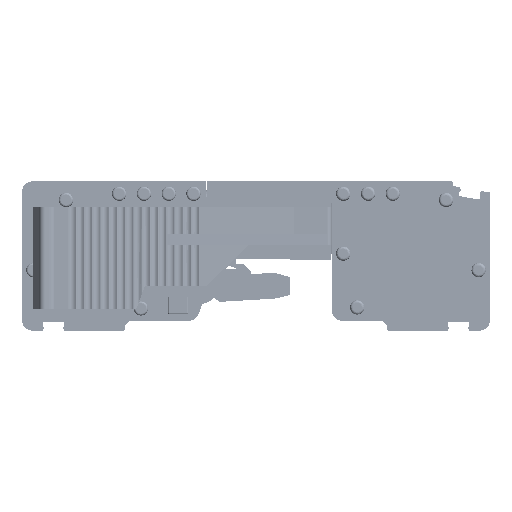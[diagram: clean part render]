
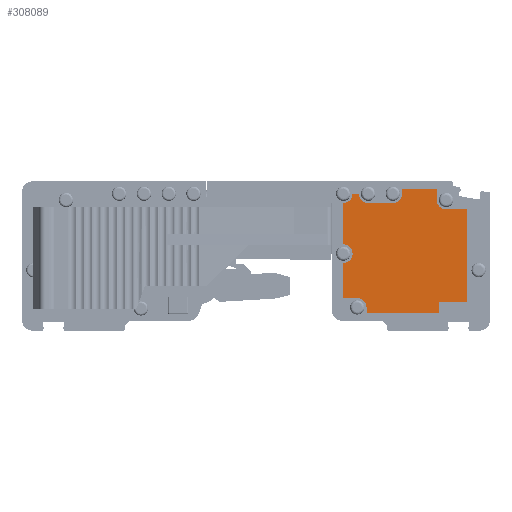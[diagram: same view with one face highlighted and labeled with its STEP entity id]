
A CAD part, front view. The second image highlights one B-rep face of the part: STEP entity #308089.
In plain terms, the highlighted planar face has unit normal (0, -1, 0).
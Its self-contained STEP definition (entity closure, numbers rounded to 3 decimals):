
#12047=CIRCLE('',#322232,0.9);
#12048=CIRCLE('',#322233,0.9);
#12049=CIRCLE('',#322234,0.9);
#12050=CIRCLE('',#322235,0.9);
#12051=CIRCLE('',#322236,0.9);
#12052=CIRCLE('',#322237,0.9);
#46074=ORIENTED_EDGE('',*,*,#98463,.T.);
#46075=ORIENTED_EDGE('',*,*,#98464,.T.);
#46076=ORIENTED_EDGE('',*,*,#98465,.T.);
#46077=ORIENTED_EDGE('',*,*,#98466,.T.);
#46078=ORIENTED_EDGE('',*,*,#98467,.T.);
#46079=ORIENTED_EDGE('',*,*,#98468,.T.);
#46080=ORIENTED_EDGE('',*,*,#98469,.T.);
#46081=ORIENTED_EDGE('',*,*,#98470,.T.);
#46082=ORIENTED_EDGE('',*,*,#98471,.T.);
#46083=ORIENTED_EDGE('',*,*,#98472,.T.);
#46084=ORIENTED_EDGE('',*,*,#98473,.T.);
#46085=ORIENTED_EDGE('',*,*,#98474,.T.);
#46086=ORIENTED_EDGE('',*,*,#98475,.T.);
#46087=ORIENTED_EDGE('',*,*,#98476,.T.);
#46088=ORIENTED_EDGE('',*,*,#98477,.T.);
#46089=ORIENTED_EDGE('',*,*,#98478,.T.);
#46090=ORIENTED_EDGE('',*,*,#98479,.T.);
#46091=ORIENTED_EDGE('',*,*,#98480,.T.);
#46092=ORIENTED_EDGE('',*,*,#98481,.T.);
#46093=ORIENTED_EDGE('',*,*,#98482,.T.);
#98463=EDGE_CURVE('',#125786,#125787,#12047,.T.);
#98464=EDGE_CURVE('',#125787,#125788,#147058,.T.);
#98465=EDGE_CURVE('',#125788,#125789,#12048,.T.);
#98466=EDGE_CURVE('',#125789,#125790,#147059,.T.);
#98467=EDGE_CURVE('',#125790,#125791,#147060,.T.);
#98468=EDGE_CURVE('',#125791,#125792,#12049,.T.);
#98469=EDGE_CURVE('',#125792,#125793,#147061,.T.);
#98470=EDGE_CURVE('',#125793,#125794,#147062,.T.);
#98471=EDGE_CURVE('',#125794,#125795,#147063,.T.);
#98472=EDGE_CURVE('',#125795,#125796,#147064,.T.);
#98473=EDGE_CURVE('',#125796,#125797,#147065,.T.);
#98474=EDGE_CURVE('',#125797,#125798,#147066,.T.);
#98475=EDGE_CURVE('',#125798,#125799,#12050,.T.);
#98476=EDGE_CURVE('',#125799,#125800,#147067,.T.);
#98477=EDGE_CURVE('',#125800,#125801,#147068,.T.);
#98478=EDGE_CURVE('',#125801,#125802,#147069,.T.);
#98479=EDGE_CURVE('',#125802,#125803,#12051,.T.);
#98480=EDGE_CURVE('',#125803,#125804,#147070,.T.);
#98481=EDGE_CURVE('',#125804,#125805,#12052,.T.);
#98482=EDGE_CURVE('',#125805,#125786,#147071,.T.);
#125786=VERTEX_POINT('',#472117);
#125787=VERTEX_POINT('',#472118);
#125788=VERTEX_POINT('',#472120);
#125789=VERTEX_POINT('',#472122);
#125790=VERTEX_POINT('',#472124);
#125791=VERTEX_POINT('',#472126);
#125792=VERTEX_POINT('',#472128);
#125793=VERTEX_POINT('',#472130);
#125794=VERTEX_POINT('',#472132);
#125795=VERTEX_POINT('',#472134);
#125796=VERTEX_POINT('',#472136);
#125797=VERTEX_POINT('',#472138);
#125798=VERTEX_POINT('',#472140);
#125799=VERTEX_POINT('',#472142);
#125800=VERTEX_POINT('',#472144);
#125801=VERTEX_POINT('',#472146);
#125802=VERTEX_POINT('',#472148);
#125803=VERTEX_POINT('',#472150);
#125804=VERTEX_POINT('',#472152);
#125805=VERTEX_POINT('',#472154);
#147058=LINE('',#472119,#169782);
#147059=LINE('',#472123,#169783);
#147060=LINE('',#472125,#169784);
#147061=LINE('',#472129,#169785);
#147062=LINE('',#472131,#169786);
#147063=LINE('',#472133,#169787);
#147064=LINE('',#472135,#169788);
#147065=LINE('',#472137,#169789);
#147066=LINE('',#472139,#169790);
#147067=LINE('',#472143,#169791);
#147068=LINE('',#472145,#169792);
#147069=LINE('',#472147,#169793);
#147070=LINE('',#472151,#169794);
#147071=LINE('',#472155,#169795);
#169782=VECTOR('',#359292,1000.);
#169783=VECTOR('',#359295,1000.);
#169784=VECTOR('',#359296,1000.);
#169785=VECTOR('',#359299,1000.);
#169786=VECTOR('',#359300,1000.);
#169787=VECTOR('',#359301,1000.);
#169788=VECTOR('',#359302,1000.);
#169789=VECTOR('',#359303,1000.);
#169790=VECTOR('',#359304,1000.);
#169791=VECTOR('',#359307,1000.);
#169792=VECTOR('',#359308,1000.);
#169793=VECTOR('',#359309,1000.);
#169794=VECTOR('',#359312,1000.);
#169795=VECTOR('',#359315,1000.);
#186486=EDGE_LOOP('',(#46074,#46075,#46076,#46077,#46078,#46079,#46080,
#46081,#46082,#46083,#46084,#46085,#46086,#46087,#46088,#46089,#46090,#46091,
#46092,#46093));
#200950=FACE_BOUND('',#186486,.T.);
#212157=PLANE('',#322231);
#308089=ADVANCED_FACE('',(#200950),#212157,.F.);
#322231=AXIS2_PLACEMENT_3D('',#472115,#359288,#359289);
#322232=AXIS2_PLACEMENT_3D('',#472116,#359290,#359291);
#322233=AXIS2_PLACEMENT_3D('',#472121,#359293,#359294);
#322234=AXIS2_PLACEMENT_3D('',#472127,#359297,#359298);
#322235=AXIS2_PLACEMENT_3D('',#472141,#359305,#359306);
#322236=AXIS2_PLACEMENT_3D('',#472149,#359310,#359311);
#322237=AXIS2_PLACEMENT_3D('',#472153,#359313,#359314);
#359288=DIRECTION('',(0.,1.,0.));
#359289=DIRECTION('',(0.,0.,1.));
#359290=DIRECTION('',(0.,1.,0.));
#359291=DIRECTION('',(1.,0.,0.));
#359292=DIRECTION('',(0.,0.,-1.));
#359293=DIRECTION('',(0.,1.,0.));
#359294=DIRECTION('',(-1.,0.,0.));
#359295=DIRECTION('',(0.,0.,-1.));
#359296=DIRECTION('',(1.,0.,0.));
#359297=DIRECTION('',(0.,1.,0.));
#359298=DIRECTION('',(-1.,0.,0.));
#359299=DIRECTION('',(0.,0.,-1.));
#359300=DIRECTION('',(1.,0.,0.));
#359301=DIRECTION('',(0.,0.,1.));
#359302=DIRECTION('',(1.,0.,0.));
#359303=DIRECTION('',(0.,0.,1.));
#359304=DIRECTION('',(-1.,0.,0.));
#359305=DIRECTION('',(0.,1.,0.));
#359306=DIRECTION('',(1.,0.,0.));
#359307=DIRECTION('',(0.,0.,1.));
#359308=DIRECTION('',(-1.,0.,0.));
#359309=DIRECTION('',(0.,0.,-1.));
#359310=DIRECTION('',(0.,1.,0.));
#359311=DIRECTION('',(1.,0.,0.));
#359312=DIRECTION('',(-1.,0.,0.));
#359313=DIRECTION('',(0.,1.,0.));
#359314=DIRECTION('',(1.,0.,0.));
#359315=DIRECTION('',(-1.,0.,0.));
#472115=CARTESIAN_POINT('',(18.021,-0.911,-1.2));
#472116=CARTESIAN_POINT('',(18.021,-0.911,-1.2));
#472117=CARTESIAN_POINT('',(18.921,-0.911,-1.2));
#472118=CARTESIAN_POINT('',(18.021,-0.911,-2.1));
#472119=CARTESIAN_POINT('',(18.021,-0.911,-2.1));
#472120=CARTESIAN_POINT('',(18.021,-0.911,-6.1));
#472121=CARTESIAN_POINT('',(18.025,-0.911,-7.));
#472122=CARTESIAN_POINT('',(18.021,-0.911,-7.9));
#472123=CARTESIAN_POINT('',(18.021,-0.911,-7.9));
#472124=CARTESIAN_POINT('',(18.021,-0.911,-11.301));
#472125=CARTESIAN_POINT('',(18.021,-0.911,-11.301));
#472126=CARTESIAN_POINT('',(19.375,-0.911,-11.301));
#472127=CARTESIAN_POINT('',(19.375,-0.911,-12.201));
#472128=CARTESIAN_POINT('',(20.275,-0.911,-12.201));
#472129=CARTESIAN_POINT('',(20.275,-0.911,-12.201));
#472130=CARTESIAN_POINT('',(20.275,-0.911,-12.7));
#472131=CARTESIAN_POINT('',(20.275,-0.911,-12.7));
#472132=CARTESIAN_POINT('',(27.275,-0.911,-12.7));
#472133=CARTESIAN_POINT('',(27.275,-0.911,-12.7));
#472134=CARTESIAN_POINT('',(27.275,-0.911,-11.7));
#472135=CARTESIAN_POINT('',(27.275,-0.911,-11.7));
#472136=CARTESIAN_POINT('',(29.97,-0.911,-11.7));
#472137=CARTESIAN_POINT('',(29.97,-0.911,-11.7));
#472138=CARTESIAN_POINT('',(29.97,-0.911,-2.7));
#472139=CARTESIAN_POINT('',(27.97,-0.911,-2.7));
#472140=CARTESIAN_POINT('',(27.97,-0.911,-2.7));
#472141=CARTESIAN_POINT('',(27.97,-0.911,-1.8));
#472142=CARTESIAN_POINT('',(27.07,-0.911,-1.8));
#472143=CARTESIAN_POINT('',(27.07,-0.911,-0.7));
#472144=CARTESIAN_POINT('',(27.07,-0.911,-0.7));
#472145=CARTESIAN_POINT('',(27.07,-0.911,-0.7));
#472146=CARTESIAN_POINT('',(23.721,-0.911,-0.7));
#472147=CARTESIAN_POINT('',(23.721,-0.911,-0.7));
#472148=CARTESIAN_POINT('',(23.721,-0.911,-1.2));
#472149=CARTESIAN_POINT('',(22.821,-0.911,-1.2));
#472150=CARTESIAN_POINT('',(22.821,-0.911,-2.1));
#472151=CARTESIAN_POINT('',(20.421,-0.911,-2.1));
#472152=CARTESIAN_POINT('',(20.421,-0.911,-2.1));
#472153=CARTESIAN_POINT('',(20.421,-0.911,-1.2));
#472154=CARTESIAN_POINT('',(19.521,-0.911,-1.2));
#472155=CARTESIAN_POINT('',(18.921,-0.911,-1.2));
